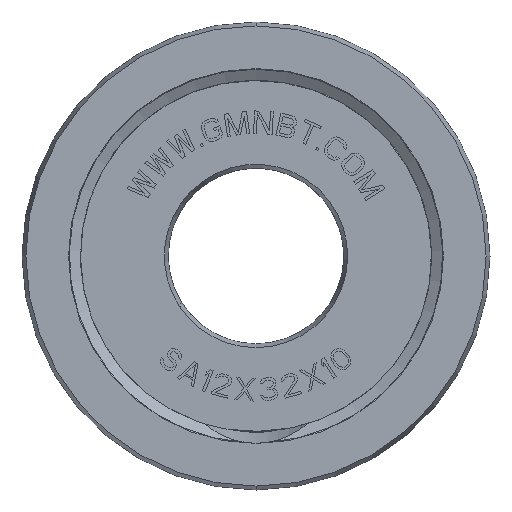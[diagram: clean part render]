
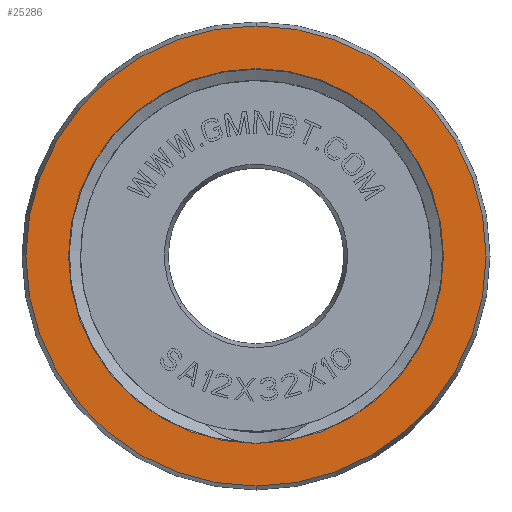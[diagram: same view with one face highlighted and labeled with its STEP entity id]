
A CAD part, front view. The second image highlights one B-rep face of the part: STEP entity #25286.
In plain terms, the highlighted planar face has unit normal (0, -1, 0).
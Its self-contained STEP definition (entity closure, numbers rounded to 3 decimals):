
#24216=CARTESIAN_POINT('',(0.,-5.,0.));
#24217=DIRECTION('',(0.,-1.,0.));
#24218=DIRECTION('',(0.,0.,-1.));
#24219=AXIS2_PLACEMENT_3D('',#24216,#24217,#24218);
#24231=CARTESIAN_POINT('',(0.,-5.,0.));
#24232=DIRECTION('',(0.,1.,0.));
#24233=DIRECTION('',(0.,0.,-1.));
#24234=AXIS2_PLACEMENT_3D('',#24231,#24232,#24233);
#24239=CARTESIAN_POINT('',(0.,-5.,0.));
#24240=DIRECTION('',(0.,1.,0.));
#24241=DIRECTION('',(0.,0.,-1.));
#24242=AXIS2_PLACEMENT_3D('',#24239,#24240,#24241);
#24247=CARTESIAN_POINT('',(0.,-5.,0.));
#24248=DIRECTION('',(0.,-1.,0.));
#24249=DIRECTION('',(0.,0.,-1.));
#24250=AXIS2_PLACEMENT_3D('',#24247,#24248,#24249);
#25123=CARTESIAN_POINT('',(0.,-5.,-12.816));
#25125=VERTEX_POINT('',#25123);
#25126=CARTESIAN_POINT('',(0.,-5.,-15.732));
#25128=VERTEX_POINT('',#25126);
#25154=CARTESIAN_POINT('',(0.,-5.,12.816));
#25155=VERTEX_POINT('',#25154);
#25156=CARTESIAN_POINT('',(0.,-5.,15.732));
#25158=VERTEX_POINT('',#25156);
#25271=CARTESIAN_POINT('',(0.,-5.,0.));
#25272=DIRECTION('',(0.,1.,0.));
#25273=DIRECTION('',(0.,0.,-1.));
#25274=AXIS2_PLACEMENT_3D('',#25271,#25272,#25273);
#25275=PLANE('',#25274);
#25276=ORIENTED_EDGE('',*,*,#25250,.F.);
#25277=ORIENTED_EDGE('',*,*,#25266,.T.);
#25278=EDGE_LOOP('',(#25276,#25277));
#25279=FACE_OUTER_BOUND('',#25278,.F.);
#25281=ORIENTED_EDGE('',*,*,#25280,.F.);
#25283=ORIENTED_EDGE('',*,*,#25282,.T.);
#25284=EDGE_LOOP('',(#25281,#25283));
#25285=FACE_BOUND('',#25284,.F.);
#24220=CIRCLE('',#24219,15.732);
#24235=CIRCLE('',#24234,15.732);
#24243=CIRCLE('',#24242,12.816);
#24251=CIRCLE('',#24250,12.816);
#25250=EDGE_CURVE('',#25128,#25158,#24220,.T.);
#25266=EDGE_CURVE('',#25128,#25158,#24235,.T.);
#25280=EDGE_CURVE('',#25125,#25155,#24243,.T.);
#25282=EDGE_CURVE('',#25125,#25155,#24251,.T.);
#25286=ADVANCED_FACE('',(#25279,#25285),#25275,.F.);
